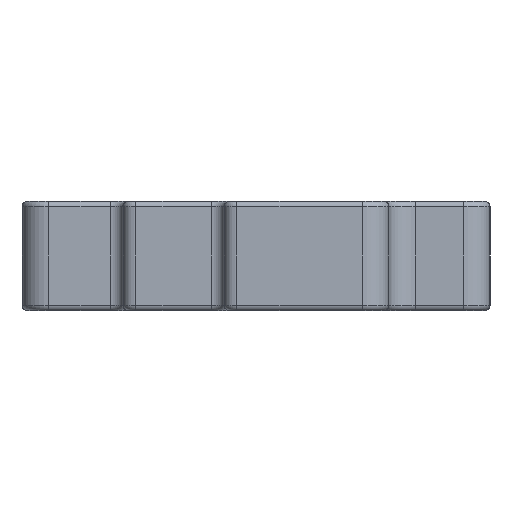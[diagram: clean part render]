
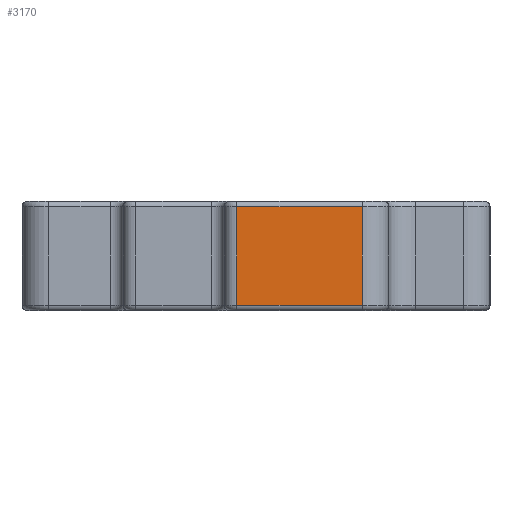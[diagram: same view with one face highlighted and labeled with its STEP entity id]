
A CAD part, left-side view. The second image highlights one B-rep face of the part: STEP entity #3170.
In plain terms, the highlighted planar face has unit normal (-1, 0, 0).
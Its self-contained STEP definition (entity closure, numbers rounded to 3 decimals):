
#3131=CARTESIAN_POINT('',(-60.238,52.375,20.6));
#3132=DIRECTION('',(1.,0.,0.));
#3133=DIRECTION('',(0.,0.,-1.));
#3134=AXIS2_PLACEMENT_3D('',#3131,#3132,#3133);
#3135=PLANE('',#3134);
#3136=CARTESIAN_POINT('',(-60.238,65.519,19.6));
#3137=VERTEX_POINT('',#3136);
#3138=CARTESIAN_POINT('',(-60.238,65.519,1.));
#3139=VERTEX_POINT('',#3138);
#3140=CARTESIAN_POINT('',(-60.238,65.519,19.6));
#3141=DIRECTION('',(0.,0.,-1.));
#3142=VECTOR('',#3141,18.6);
#3143=LINE('',#3140,#3142);
#3144=EDGE_CURVE('',#3137,#3139,#3143,.T.);
#3145=ORIENTED_EDGE('',*,*,#3144,.T.);
#3146=CARTESIAN_POINT('',(-60.238,41.85,1.));
#3147=VERTEX_POINT('',#3146);
#3148=CARTESIAN_POINT('',(-60.238,65.519,1.));
#3149=DIRECTION('',(0.,-1.,0.));
#3150=VECTOR('',#3149,23.669);
#3151=LINE('',#3148,#3150);
#3152=EDGE_CURVE('',#3139,#3147,#3151,.T.);
#3153=ORIENTED_EDGE('',*,*,#3152,.T.);
#3154=CARTESIAN_POINT('',(-60.238,41.85,19.6));
#3155=VERTEX_POINT('',#3154);
#3156=CARTESIAN_POINT('',(-60.238,41.85,1.));
#3157=DIRECTION('',(-0.,-0.,1.));
#3158=VECTOR('',#3157,18.6);
#3159=LINE('',#3156,#3158);
#3160=EDGE_CURVE('',#3147,#3155,#3159,.T.);
#3161=ORIENTED_EDGE('',*,*,#3160,.T.);
#3162=CARTESIAN_POINT('',(-60.238,41.85,19.6));
#3163=DIRECTION('',(-0.,1.,-0.));
#3164=VECTOR('',#3163,23.669);
#3165=LINE('',#3162,#3164);
#3166=EDGE_CURVE('',#3155,#3137,#3165,.T.);
#3167=ORIENTED_EDGE('',*,*,#3166,.T.);
#3168=EDGE_LOOP('',(#3145,#3153,#3161,#3167));
#3169=FACE_BOUND('',#3168,.T.);
#3170=ADVANCED_FACE('',(#3169),#3135,.F.);
